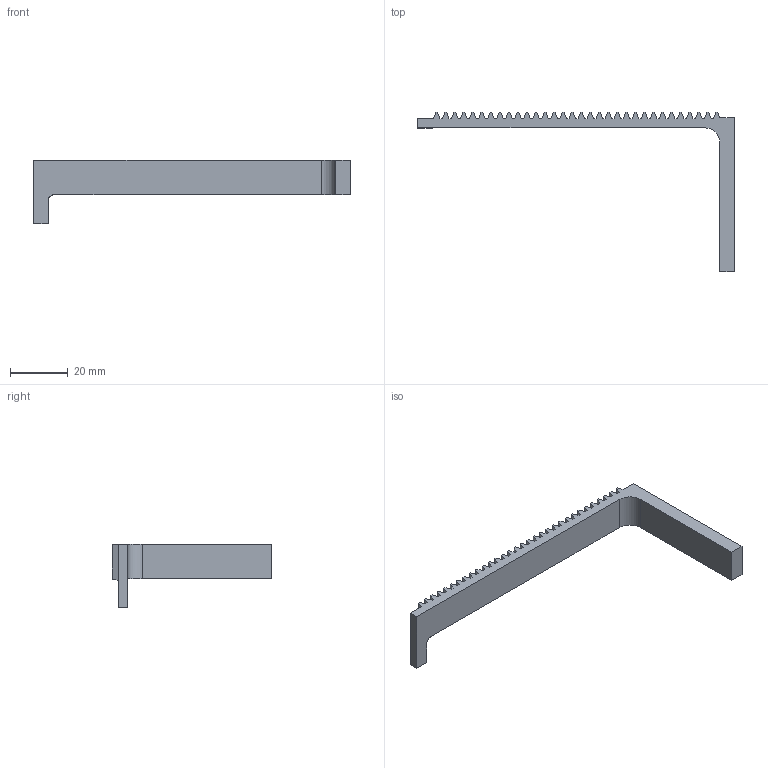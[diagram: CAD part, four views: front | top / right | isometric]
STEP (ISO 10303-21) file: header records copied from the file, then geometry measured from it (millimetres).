
FILE_DESCRIPTION (( 'STEP AP214' ), '1' );
FILE_NAME ('133__.STEP', '2022-02-12T17:53:29', ( '' ), ( '' ), 'SwSTEP 2.0', 'SolidWorks 2020', '' );
FILE_SCHEMA (( 'AUTOMOTIVE_DESIGN' ));
Length unit declared in the file: millimetre
Products named in the file (1): 133__
Bounding box: 110 x 55.47 x 22 mm (x, y, z)
Volume: 8731.8 mm3; surface area: 6694.5 mm2
Topology: 1 solids, 1 shells, 140 faces, 414 edges, 276 vertices
Faces by surface type: plane 138, cylinder 2
Entity records: 4617 total; most frequent: CARTESIAN_POINT 837, ORIENTED_EDGE 828, DIRECTION 699, EDGE_CURVE 414, LINE 407, VECTOR 407, VERTEX_POINT 276, AXIS2_PLACEMENT_3D 146
